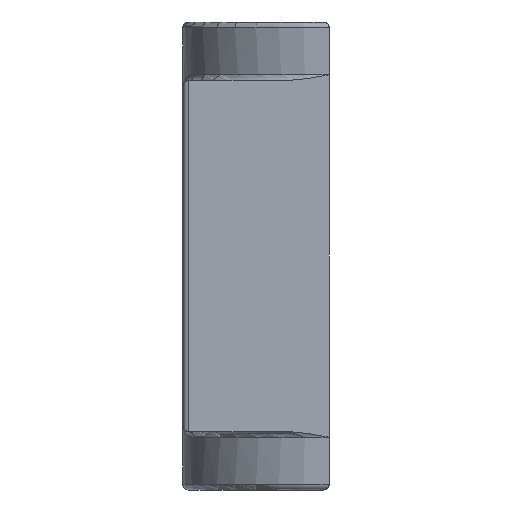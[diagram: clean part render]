
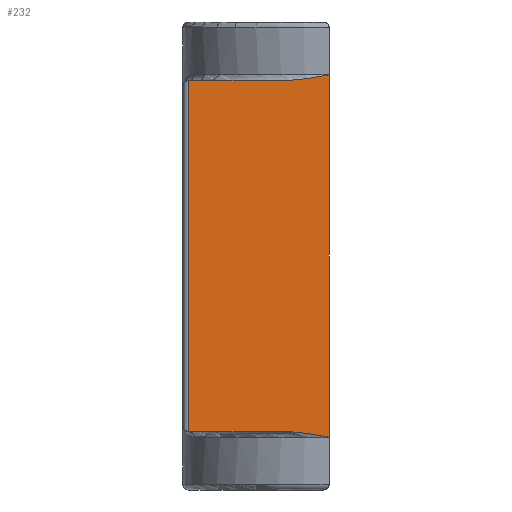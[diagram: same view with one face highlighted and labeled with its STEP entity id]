
A CAD part, left-side view. The second image highlights one B-rep face of the part: STEP entity #232.
In plain terms, the highlighted planar face has unit normal (-1, 0, 0).
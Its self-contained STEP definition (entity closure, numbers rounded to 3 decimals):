
#20 = CARTESIAN_POINT ( 'NONE',  ( -35., 12., 20. ) ) ;
#72 = CARTESIAN_POINT ( 'NONE',  ( -35., 0., 15. ) ) ;
#80 = EDGE_LOOP ( 'NONE', ( #547, #603, #910, #1588, #302, #1020 ) ) ;
#105 = VECTOR ( 'NONE', #1332, 1000. ) ;
#114 = DIRECTION ( 'NONE',  ( 0., -1., 0. ) ) ;
#124 = VERTEX_POINT ( 'NONE', #522 ) ;
#126 = VERTEX_POINT ( 'NONE', #833 ) ;
#163 = CARTESIAN_POINT ( 'NONE',  ( -35., 1.18, 15.263 ) ) ;
#212 = B_SPLINE_CURVE_WITH_KNOTS ( 'NONE', 3,
 ( #1850, #1840, #249, #896, #401, #886, #411, #1056 ),
 .UNSPECIFIED., .F., .F.,
 ( 4, 2, 2, 4 ),
 ( 0., 0.001, 0.002, 0.004 ),
 .UNSPECIFIED. ) ;
#232 = ADVANCED_FACE ( 'NONE', ( #1824 ), #881, .F. ) ;
#249 = CARTESIAN_POINT ( 'NONE',  ( -35., 2.969, -15.02 ) ) ;
#297 = EDGE_CURVE ( 'NONE', #1058, #126, #1390, .T. ) ;
#302 = ORIENTED_EDGE ( 'NONE', *, *, #1455, .T. ) ;
#399 = DIRECTION ( 'NONE',  ( 0., -1., 0. ) ) ;
#401 = CARTESIAN_POINT ( 'NONE',  ( -35., 2.071, -15.122 ) ) ;
#411 = CARTESIAN_POINT ( 'NONE',  ( -35., 0.59, -15.382 ) ) ;
#522 = CARTESIAN_POINT ( 'NONE',  ( -35., 0., 15.5 ) ) ;
#523 = EDGE_CURVE ( 'NONE', #1058, #1823, #691, .T. ) ;
#547 = ORIENTED_EDGE ( 'NONE', *, *, #297, .F. ) ;
#603 = ORIENTED_EDGE ( 'NONE', *, *, #523, .T. ) ;
#612 = CARTESIAN_POINT ( 'NONE',  ( -35., 3.269, 15. ) ) ;
#628 = CARTESIAN_POINT ( 'NONE',  ( -35., 3.571, 15. ) ) ;
#691 = LINE ( 'NONE', #20, #105 ) ;
#740 = CARTESIAN_POINT ( 'NONE',  ( -35., 12.5, 20. ) ) ;
#777 = CARTESIAN_POINT ( 'NONE',  ( -35., 0., 15.5 ) ) ;
#833 = CARTESIAN_POINT ( 'NONE',  ( -35., 3.571, 15. ) ) ;
#843 = EDGE_CURVE ( 'NONE', #124, #126, #2070, .T. ) ;
#881 = PLANE ( 'NONE',  #1562 ) ;
#886 = CARTESIAN_POINT ( 'NONE',  ( -35., 1.18, -15.263 ) ) ;
#896 = CARTESIAN_POINT ( 'NONE',  ( -35., 2.37, -15.08 ) ) ;
#910 = ORIENTED_EDGE ( 'NONE', *, *, #2034, .T. ) ;
#918 = VECTOR ( 'NONE', #1825, 1000. ) ;
#920 = CARTESIAN_POINT ( 'NONE',  ( -35., 2.37, 15.08 ) ) ;
#1020 = ORIENTED_EDGE ( 'NONE', *, *, #843, .T. ) ;
#1056 = CARTESIAN_POINT ( 'NONE',  ( -35., 0., -15.5 ) ) ;
#1058 = VERTEX_POINT ( 'NONE', #1292 ) ;
#1125 = CARTESIAN_POINT ( 'NONE',  ( -35., 12., -15. ) ) ;
#1148 = EDGE_CURVE ( 'NONE', #1505, #2064, #212, .T. ) ;
#1189 = LINE ( 'NONE', #1483, #918 ) ;
#1236 = CARTESIAN_POINT ( 'NONE',  ( -35., 2.969, 15.02 ) ) ;
#1262 = CARTESIAN_POINT ( 'NONE',  ( -35., 3.571, -15. ) ) ;
#1292 = CARTESIAN_POINT ( 'NONE',  ( -35., 12., 15. ) ) ;
#1332 = DIRECTION ( 'NONE',  ( 0., 0., -1. ) ) ;
#1390 = LINE ( 'NONE', #72, #1726 ) ;
#1416 = CARTESIAN_POINT ( 'NONE',  ( -35., 2.071, 15.122 ) ) ;
#1419 = VECTOR ( 'NONE', #399, 1000. ) ;
#1455 = EDGE_CURVE ( 'NONE', #2064, #124, #1189, .T. ) ;
#1483 = CARTESIAN_POINT ( 'NONE',  ( -35., 0., 20. ) ) ;
#1505 = VERTEX_POINT ( 'NONE', #1262 ) ;
#1562 = AXIS2_PLACEMENT_3D ( 'NONE', #740, #1692, #1855 ) ;
#1588 = ORIENTED_EDGE ( 'NONE', *, *, #1148, .T. ) ;
#1692 = DIRECTION ( 'NONE',  ( 1., 0., 0. ) ) ;
#1704 = CARTESIAN_POINT ( 'NONE',  ( -35., 0., -15. ) ) ;
#1723 = CARTESIAN_POINT ( 'NONE',  ( -35., 0.59, 15.382 ) ) ;
#1726 = VECTOR ( 'NONE', #114, 1000. ) ;
#1823 = VERTEX_POINT ( 'NONE', #1125 ) ;
#1824 = FACE_OUTER_BOUND ( 'NONE', #80, .T. ) ;
#1825 = DIRECTION ( 'NONE',  ( 0., 0., 1. ) ) ;
#1838 = LINE ( 'NONE', #1704, #1419 ) ;
#1840 = CARTESIAN_POINT ( 'NONE',  ( -35., 3.269, -15. ) ) ;
#1850 = CARTESIAN_POINT ( 'NONE',  ( -35., 3.571, -15. ) ) ;
#1855 = DIRECTION ( 'NONE',  ( 0., 0., -1. ) ) ;
#1939 = CARTESIAN_POINT ( 'NONE',  ( -35., 0., -15.5 ) ) ;
#2034 = EDGE_CURVE ( 'NONE', #1823, #1505, #1838, .T. ) ;
#2064 = VERTEX_POINT ( 'NONE', #1939 ) ;
#2070 = B_SPLINE_CURVE_WITH_KNOTS ( 'NONE', 3,
 ( #777, #1723, #163, #1416, #920, #1236, #612, #628 ),
 .UNSPECIFIED., .F., .F.,
 ( 4, 2, 2, 4 ),
 ( 0., 0.002, 0.003, 0.004 ),
 .UNSPECIFIED. ) ;
